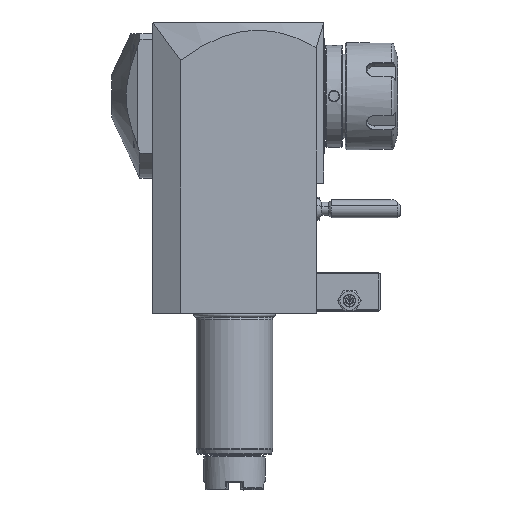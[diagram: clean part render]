
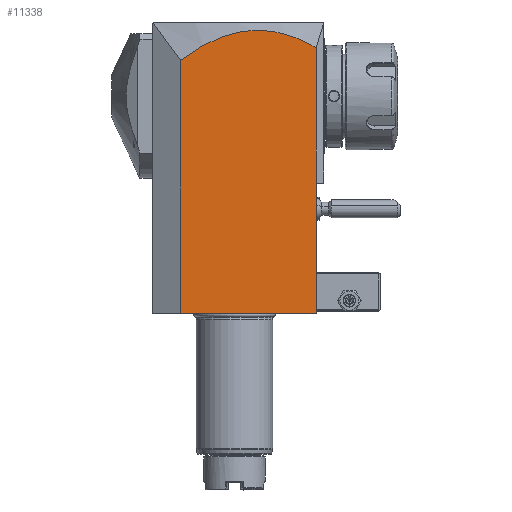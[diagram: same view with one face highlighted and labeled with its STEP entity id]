
A CAD part, top view. The second image highlights one B-rep face of the part: STEP entity #11338.
In plain terms, the highlighted planar face has unit normal (0, 0, 1).
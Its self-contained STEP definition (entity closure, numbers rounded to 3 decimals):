
#5=DIRECTION('',(-1.,0.,0.));
#6=VECTOR('',#5,53.);
#7=CARTESIAN_POINT('',(32.,0.,32.));
#8=LINE('',#7,#6);
#151=DIRECTION('',(0.,-1.,0.));
#152=VECTOR('',#151,98.907);
#153=CARTESIAN_POINT('',(-21.,98.907,32.));
#154=LINE('',#153,#152);
#176=DIRECTION('',(0.,-1.,0.));
#177=VECTOR('',#176,52.883);
#178=CARTESIAN_POINT('',(32.,103.883,32.));
#179=LINE('',#178,#177);
#180=DIRECTION('',(0.,-1.,0.));
#181=VECTOR('',#180,51.);
#182=CARTESIAN_POINT('',(32.,51.,32.));
#183=LINE('',#182,#181);
#184=CARTESIAN_POINT('',(-21.,98.907,32.));
#185=CARTESIAN_POINT('',(-16.774,102.25,32.));
#186=CARTESIAN_POINT('',(-8.233,107.551,32.));
#187=CARTESIAN_POINT('',(2.677,110.613,32.));
#188=CARTESIAN_POINT('',(11.551,110.816,32.));
#189=CARTESIAN_POINT('',(18.282,109.806,32.));
#190=CARTESIAN_POINT('',(25.093,107.588,32.));
#191=CARTESIAN_POINT('',(29.688,105.266,32.));
#192=CARTESIAN_POINT('',(32.,103.883,32.));
#10703=VERTEX_POINT('',#184);
#10704=VERTEX_POINT('',#192);
#11076=CARTESIAN_POINT('',(-21.,0.,32.));
#11078=VERTEX_POINT('',#11076);
#11086=CARTESIAN_POINT('',(32.,0.,32.));
#11087=VERTEX_POINT('',#11086);
#11256=CARTESIAN_POINT('',(32.,51.,32.));
#11257=VERTEX_POINT('',#11256);
#11323=CARTESIAN_POINT('',(-35.103,51.,32.));
#11324=DIRECTION('',(0.,0.,1.));
#11325=DIRECTION('',(1.,0.,0.));
#11326=AXIS2_PLACEMENT_3D('',#11323,#11324,#11325);
#11327=PLANE('',#11326);
#11329=ORIENTED_EDGE('',*,*,#11328,.T.);
#11331=ORIENTED_EDGE('',*,*,#11330,.T.);
#11332=ORIENTED_EDGE('',*,*,#11279,.T.);
#11333=ORIENTED_EDGE('',*,*,#11309,.F.);
#11335=ORIENTED_EDGE('',*,*,#11334,.T.);
#11336=EDGE_LOOP('',(#11329,#11331,#11332,#11333,#11335));
#11337=FACE_OUTER_BOUND('',#11336,.F.);
#193=B_SPLINE_CURVE_WITH_KNOTS('',3,(#184,#185,#186,#187,#188,#189,#190,#191,
#192),.UNSPECIFIED.,.F.,.F.,(4,1,1,1,1,1,4),(0.,0.25,0.5,0.625,0.75,
0.875,1.),.UNSPECIFIED.);
#11279=EDGE_CURVE('',#11087,#11078,#8,.T.);
#11309=EDGE_CURVE('',#10703,#11078,#154,.T.);
#11328=EDGE_CURVE('',#10704,#11257,#179,.T.);
#11330=EDGE_CURVE('',#11257,#11087,#183,.T.);
#11334=EDGE_CURVE('',#10703,#10704,#193,.T.);
#11338=ADVANCED_FACE('',(#11337),#11327,.T.);
